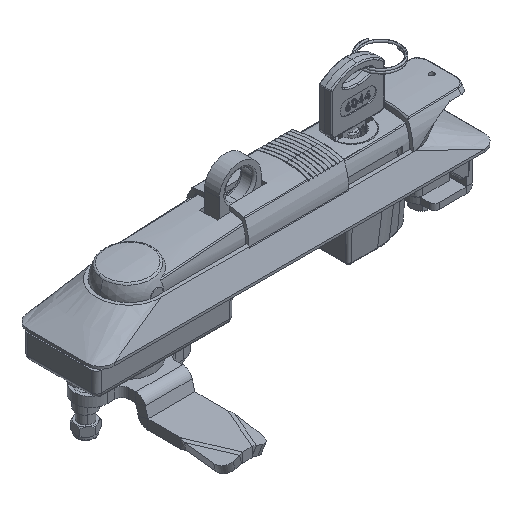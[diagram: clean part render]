
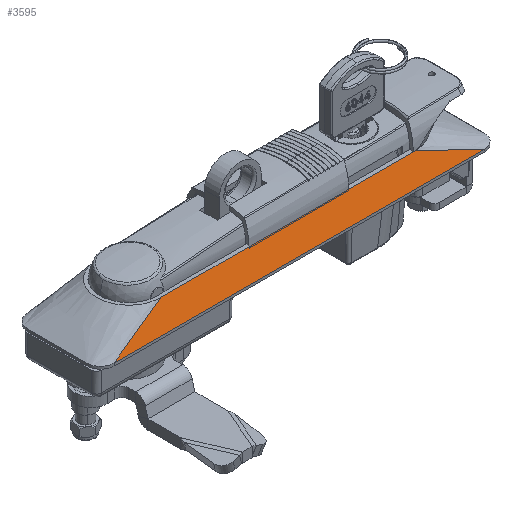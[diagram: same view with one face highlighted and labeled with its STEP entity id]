
A CAD part, isometric view. The second image highlights one B-rep face of the part: STEP entity #3595.
In plain terms, the highlighted free-form (B-spline) face has degree [1, 1] with [2, 2] control points.
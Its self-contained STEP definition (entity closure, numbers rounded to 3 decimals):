
#216 = ORIENTED_EDGE ( 'NONE', *, *, #40825, .F. ) ;
#2539 = CARTESIAN_POINT ( 'NONE',  ( -69.5, -15.25, 4.5 ) ) ;
#3595 = ADVANCED_FACE ( 'NONE', ( #20799 ), #7421, .F. ) ;
#3832 = CARTESIAN_POINT ( 'NONE',  ( 68.75, -17.5, 0. ) ) ;
#4770 = EDGE_CURVE ( 'NONE', #23781, #10666, #10185, .T. ) ;
#5141 = CARTESIAN_POINT ( 'NONE',  ( 45.25, -13., 9. ) ) ;
#7293 = CARTESIAN_POINT ( 'NONE',  ( 45.25, -13., 9. ) ) ;
#7421 = B_SPLINE_SURFACE_WITH_KNOTS ( 'NONE', 1, 1, ( 
 ( #35102, #35769 ),
 ( #5141, #41744 ) ),
 .UNSPECIFIED., .F., .F., .F.,
 ( 2, 2 ),
 ( 2, 2 ),
 ( 0., 1. ),
 ( 0., 1. ),
 .UNSPECIFIED. ) ;
#10185 = B_SPLINE_CURVE_WITH_KNOTS ( 'NONE', 3,
 ( #42222, #14466, #27897, #2539, #12680, #22359, #23023 ),
 .UNSPECIFIED., .F., .F.,
 ( 4, 1, 1, 1, 4 ),
 ( 0., 0.25, 0.5, 0.75, 1. ),
 .UNSPECIFIED. ) ;
#10637 = CARTESIAN_POINT ( 'NONE',  ( 51.125, -14.125, 6.75 ) ) ;
#10666 = VERTEX_POINT ( 'NONE', #23306 ) ;
#10946 = CARTESIAN_POINT ( 'NONE',  ( 68.75, -17.5, 0. ) ) ;
#12680 = CARTESIAN_POINT ( 'NONE',  ( -63.625, -14.125, 6.75 ) ) ;
#12994 = ORIENTED_EDGE ( 'NONE', *, *, #4770, .F. ) ;
#14169 = CARTESIAN_POINT ( 'NONE',  ( 47.208, -13.375, 8.25 ) ) ;
#14466 = CARTESIAN_POINT ( 'NONE',  ( -79.292, -17.125, 0.75 ) ) ;
#15938 = ORIENTED_EDGE ( 'NONE', *, *, #17205, .F. ) ;
#17205 = EDGE_CURVE ( 'NONE', #38460, #23144, #34647, .T. ) ;
#17988 = CARTESIAN_POINT ( 'NONE',  ( 18.709, -17.5, 0. ) ) ;
#20576 = CARTESIAN_POINT ( 'NONE',  ( 66.792, -17.125, 0.75 ) ) ;
#20799 = FACE_OUTER_BOUND ( 'NONE', #28475, .T. ) ;
#21279 = CARTESIAN_POINT ( 'NONE',  ( 68.75, -17.5, 0. ) ) ;
#21417 = CARTESIAN_POINT ( 'NONE',  ( 45.25, -13., 9. ) ) ;
#22359 = CARTESIAN_POINT ( 'NONE',  ( -59.708, -13.375, 8.25 ) ) ;
#23023 = CARTESIAN_POINT ( 'NONE',  ( -57.75, -13., 9. ) ) ;
#23144 = VERTEX_POINT ( 'NONE', #21279 ) ;
#23306 = CARTESIAN_POINT ( 'NONE',  ( -57.75, -13., 9. ) ) ;
#23781 = VERTEX_POINT ( 'NONE', #24662 ) ;
#24101 = B_SPLINE_CURVE_WITH_KNOTS ( 'NONE', 3,
 ( #10946, #28113, #17988, #24812 ),
 .UNSPECIFIED., .F., .F.,
 ( 4, 4 ),
 ( 0., 1. ),
 .UNSPECIFIED. ) ;
#24662 = CARTESIAN_POINT ( 'NONE',  ( -81.25, -17.5, 0. ) ) ;
#24812 = CARTESIAN_POINT ( 'NONE',  ( -81.25, -17.5, 0. ) ) ;
#26342 = CARTESIAN_POINT ( 'NONE',  ( 45.25, -13., 9. ) ) ;
#27327 = CARTESIAN_POINT ( 'NONE',  ( -57.75, -13., 9. ) ) ;
#27552 = CARTESIAN_POINT ( 'NONE',  ( -23.417, -13., 9. ) ) ;
#27769 = CARTESIAN_POINT ( 'NONE',  ( 10.917, -13., 9. ) ) ;
#27897 = CARTESIAN_POINT ( 'NONE',  ( -75.375, -16.375, 2.25 ) ) ;
#28113 = CARTESIAN_POINT ( 'NONE',  ( 68.709, -17.5, 0. ) ) ;
#28475 = EDGE_LOOP ( 'NONE', ( #36170, #12994, #216, #15938 ) ) ;
#28607 = B_SPLINE_CURVE_WITH_KNOTS ( 'NONE', 3,
 ( #27327, #27552, #27769, #7293 ),
 .UNSPECIFIED., .F., .F.,
 ( 4, 4 ),
 ( 0., 1. ),
 .UNSPECIFIED. ) ;
#31464 = EDGE_CURVE ( 'NONE', #10666, #38460, #28607, .T. ) ;
#34647 = B_SPLINE_CURVE_WITH_KNOTS ( 'NONE', 3,
 ( #21417, #14169, #10637, #34878, #41083, #20576, #3832 ),
 .UNSPECIFIED., .F., .F.,
 ( 4, 1, 1, 1, 4 ),
 ( 0., 0.25, 0.5, 0.75, 1. ),
 .UNSPECIFIED. ) ;
#34878 = CARTESIAN_POINT ( 'NONE',  ( 57., -15.25, 4.5 ) ) ;
#35102 = CARTESIAN_POINT ( 'NONE',  ( -57.75, -13., 9. ) ) ;
#35769 = CARTESIAN_POINT ( 'NONE',  ( -81.25, -17.5, 0. ) ) ;
#36170 = ORIENTED_EDGE ( 'NONE', *, *, #31464, .F. ) ;
#38460 = VERTEX_POINT ( 'NONE', #26342 ) ;
#40825 = EDGE_CURVE ( 'NONE', #23144, #23781, #24101, .T. ) ;
#41083 = CARTESIAN_POINT ( 'NONE',  ( 62.875, -16.375, 2.25 ) ) ;
#41744 = CARTESIAN_POINT ( 'NONE',  ( 68.75, -17.5, 0. ) ) ;
#42222 = CARTESIAN_POINT ( 'NONE',  ( -81.25, -17.5, 0. ) ) ;
